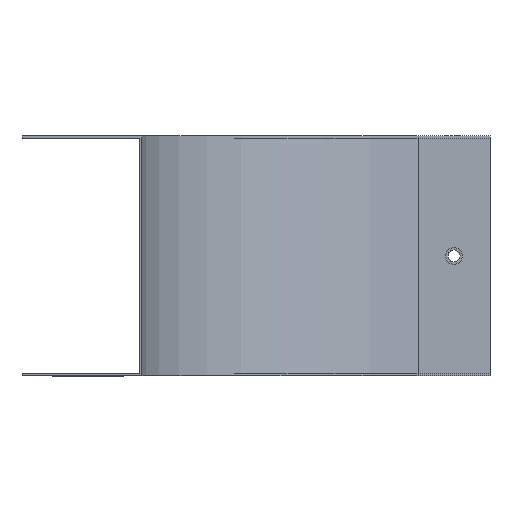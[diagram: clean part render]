
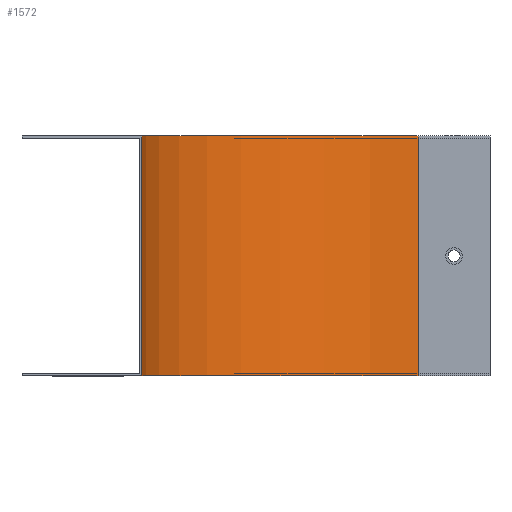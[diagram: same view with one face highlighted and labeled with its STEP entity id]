
A CAD part, left-side view. The second image highlights one B-rep face of the part: STEP entity #1572.
In plain terms, the highlighted cylindrical face has radius 115 mm (diameter 230 mm), a partial arc.
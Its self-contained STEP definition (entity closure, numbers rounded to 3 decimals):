
#88 = DIRECTION ( 'NONE',  ( -1., 0., 0. ) ) ;
#98 = CARTESIAN_POINT ( 'NONE',  ( -115., 30., 1. ) ) ;
#156 = CARTESIAN_POINT ( 'NONE',  ( 0., 30., -99. ) ) ;
#205 = DIRECTION ( 'NONE',  ( 0., 0., -1. ) ) ;
#213 = CARTESIAN_POINT ( 'NONE',  ( 0., 30., 1. ) ) ;
#374 = EDGE_LOOP ( 'NONE', ( #1015, #1003, #932, #1454 ) ) ;
#397 = LINE ( 'NONE', #1312, #400 ) ;
#400 = VECTOR ( 'NONE', #1313, 1000. ) ;
#438 = CIRCLE ( 'NONE', #653, 115. ) ;
#473 = VERTEX_POINT ( 'NONE', #1234 ) ;
#499 = VERTEX_POINT ( 'NONE', #1261 ) ;
#583 = AXIS2_PLACEMENT_3D ( 'NONE', #98, #205, #88 ) ;
#653 = AXIS2_PLACEMENT_3D ( 'NONE', #1378, #1379, #1380 ) ;
#664 = AXIS2_PLACEMENT_3D ( 'NONE', #1287, #1288, #1289 ) ;
#672 = FACE_OUTER_BOUND ( 'NONE', #374, .T. ) ;
#676 = CYLINDRICAL_SURFACE ( 'NONE', #583, 115. ) ;
#806 = EDGE_CURVE ( 'NONE', #1036, #1013, #1132, .T. ) ;
#808 = EDGE_CURVE ( 'NONE', #499, #1013, #1140, .T. ) ;
#820 = EDGE_CURVE ( 'NONE', #473, #499, #397, .T. ) ;
#853 = EDGE_CURVE ( 'NONE', #473, #1036, #438, .T. ) ;
#932 = ORIENTED_EDGE ( 'NONE', *, *, #806, .F. ) ;
#1003 = ORIENTED_EDGE ( 'NONE', *, *, #808, .T. ) ;
#1013 = VERTEX_POINT ( 'NONE', #156 ) ;
#1015 = ORIENTED_EDGE ( 'NONE', *, *, #820, .T. ) ;
#1036 = VERTEX_POINT ( 'NONE', #213 ) ;
#1132 = LINE ( 'NONE', #1276, #1139 ) ;
#1139 = VECTOR ( 'NONE', #1282, 1000. ) ;
#1140 = CIRCLE ( 'NONE', #664, 115. ) ;
#1234 = CARTESIAN_POINT ( 'NONE',  ( -115., 145., 1. ) ) ;
#1261 = CARTESIAN_POINT ( 'NONE',  ( -115., 145., -99. ) ) ;
#1276 = CARTESIAN_POINT ( 'NONE',  ( 0., 30., 1. ) ) ;
#1282 = DIRECTION ( 'NONE',  ( 0., 0., -1. ) ) ;
#1287 = CARTESIAN_POINT ( 'NONE',  ( -115., 30., -99. ) ) ;
#1288 = DIRECTION ( 'NONE',  ( 0., 0., -1. ) ) ;
#1289 = DIRECTION ( 'NONE',  ( -1., 0., 0. ) ) ;
#1312 = CARTESIAN_POINT ( 'NONE',  ( -115., 145., 1. ) ) ;
#1313 = DIRECTION ( 'NONE',  ( 0., 0., -1. ) ) ;
#1378 = CARTESIAN_POINT ( 'NONE',  ( -115., 30., 1. ) ) ;
#1379 = DIRECTION ( 'NONE',  ( 0., 0., -1. ) ) ;
#1380 = DIRECTION ( 'NONE',  ( -1., 0., 0. ) ) ;
#1454 = ORIENTED_EDGE ( 'NONE', *, *, #853, .F. ) ;
#1572 = ADVANCED_FACE ( 'NONE', ( #672 ), #676, .F. ) ;
